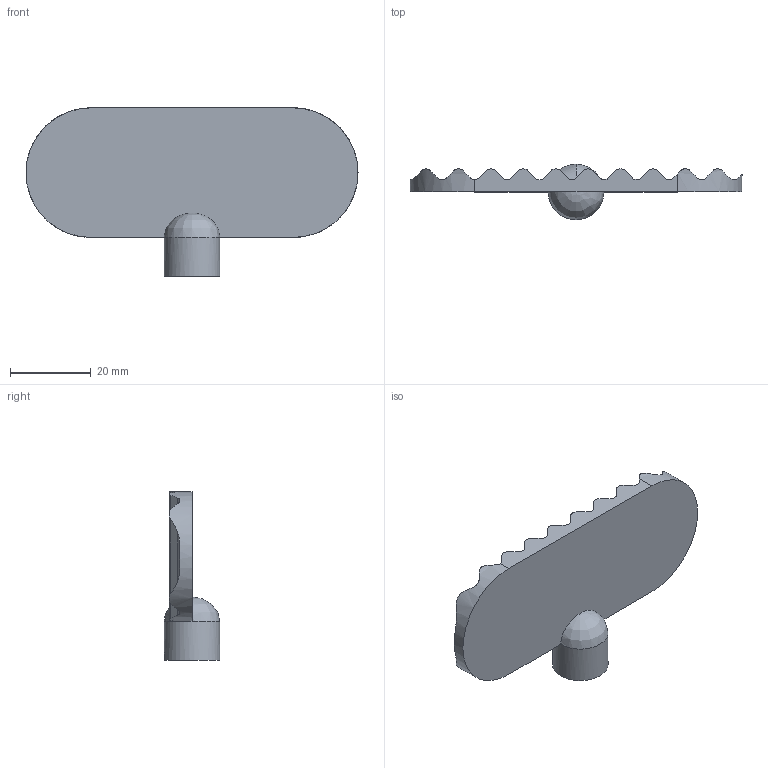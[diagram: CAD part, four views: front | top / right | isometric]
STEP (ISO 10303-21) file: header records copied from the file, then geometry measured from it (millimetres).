
FILE_DESCRIPTION(/* description */ (''),/* implementation_level */ '2;1');
FILE_NAME(/* name */ '83923dce-19dc-431d-94d6-40f5eb543e51.stp',/* time_stamp */ '2020-01-17T10:46:51+00:00',/* author */ (''),/* organization */ (''),/* preprocessor_version */ 'ST-DEVELOPER v18',/* originating_system */ 'Autodesk Translation Framework v8.12.0.6',/* authorisation */ '');
FILE_SCHEMA (('AUTOMOTIVE_DESIGN { 1 0 10303 214 3 1 1 }'));
Length unit declared in the file: millimetre
Products named in the file (2): Textured Battery Holder; Textured Battery Holder_1
Assembly tree (1 placements, depth 2):
  Textured Battery Holder
    Textured Battery Holder_1
Bounding box: 82 x 13.7 x 41.55 mm (x, y, z)
Volume: 12186 mm3; surface area: 6813.4 mm2
Topology: 1 solids, 1 shells, 53 faces, 151 edges, 99 vertices
Faces by surface type: plane 26, cylinder 24, bspline 3
Full cylindrical faces by diameter (mm): 13.7 x1
Entity records: 2104 total; most frequent: CARTESIAN_POINT 678, ORIENTED_EDGE 300, DIRECTION 284, EDGE_CURVE 150, AXIS2_PLACEMENT_3D 106, VERTEX_POINT 99, LINE 72, VECTOR 72
